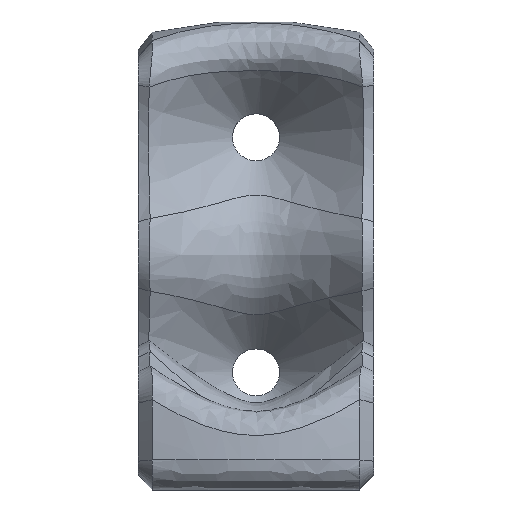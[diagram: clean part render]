
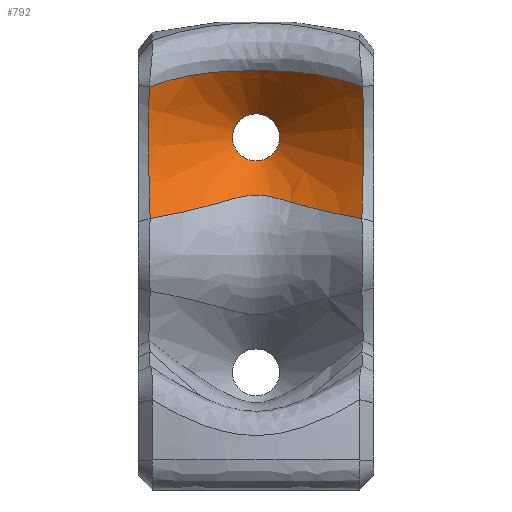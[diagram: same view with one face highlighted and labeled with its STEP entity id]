
A CAD part, front view. The second image highlights one B-rep face of the part: STEP entity #792.
In plain terms, the highlighted conical face has half-angle 45 degrees and reference radius 2 mm.
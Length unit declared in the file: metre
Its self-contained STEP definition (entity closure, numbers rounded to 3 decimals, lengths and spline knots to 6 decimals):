
#48=CONICAL_SURFACE('',#874,0.002,0.785);
#107=CIRCLE('',#875,0.002);
#170=ORIENTED_EDGE('',*,*,#418,.T.);
#171=ORIENTED_EDGE('',*,*,#419,.T.);
#172=ORIENTED_EDGE('',*,*,#420,.T.);
#173=ORIENTED_EDGE('',*,*,#421,.T.);
#174=ORIENTED_EDGE('',*,*,#422,.T.);
#418=EDGE_CURVE('',#542,#542,#107,.F.);
#419=EDGE_CURVE('',#543,#544,#593,.T.);
#420=EDGE_CURVE('',#544,#545,#594,.T.);
#421=EDGE_CURVE('',#545,#546,#595,.T.);
#422=EDGE_CURVE('',#546,#543,#596,.T.);
#542=VERTEX_POINT('',#1369);
#543=VERTEX_POINT('',#1385);
#544=VERTEX_POINT('',#1386);
#545=VERTEX_POINT('',#1400);
#546=VERTEX_POINT('',#1413);
#593=B_SPLINE_CURVE_WITH_KNOTS('',3,(#1370,#1371,#1372,#1373,#1374,#1375,
#1376,#1377,#1378,#1379,#1380,#1381,#1382,#1383,#1384),.UNSPECIFIED.,.F.,
 .F.,(4,1,1,1,1,1,1,1,1,1,1,1,4),(0.001346,0.004191,
0.007035,0.008457,0.009879,0.011302,
0.012724,0.014146,0.015568,0.01699,
0.018413,0.021257,0.024101),.UNSPECIFIED.);
#594=B_SPLINE_CURVE_WITH_KNOTS('',3,(#1387,#1388,#1389,#1390,#1391,#1392,
#1393,#1394,#1395,#1396,#1397,#1398,#1399),.UNSPECIFIED.,.F.,.F.,(4,1,1,
1,1,1,1,1,1,1,4),(0.,0.125,0.1875,0.25,0.375,0.5,0.625,0.75,0.8125,0.875,
1.),.UNSPECIFIED.);
#595=B_SPLINE_CURVE_WITH_KNOTS('',3,(#1401,#1402,#1403,#1404,#1405,#1406,
#1407,#1408,#1409,#1410,#1411,#1412),.UNSPECIFIED.,.F.,.F.,(4,1,1,1,1,1,
1,1,1,4),(0.001214,0.003802,0.006389,0.008977,
0.011564,0.012858,0.014152,0.016739,
0.019327,0.021914),.UNSPECIFIED.);
#596=B_SPLINE_CURVE_WITH_KNOTS('',3,(#1414,#1415,#1416,#1417,#1418,#1419,
#1420,#1421,#1422,#1423,#1424,#1425,#1426,#1427,#1428,#1429,#1430),
 .UNSPECIFIED.,.F.,.F.,(4,1,1,1,1,1,1,1,1,1,1,1,1,1,4),(0.,0.125,0.1875,
0.25,0.3125,0.375,0.4375,0.5,0.625,0.6875,0.75,0.78125,0.8125,0.875,1.),
 .UNSPECIFIED.);
#661=EDGE_LOOP('',(#170));
#662=EDGE_LOOP('',(#171,#172,#173,#174));
#728=FACE_BOUND('',#661,.T.);
#729=FACE_BOUND('',#662,.T.);
#792=ADVANCED_FACE('',(#728,#729),#48,.F.);
#874=AXIS2_PLACEMENT_3D('',#1367,#954,#955);
#875=AXIS2_PLACEMENT_3D('',#1368,#956,#957);
#954=DIRECTION('',(0.,-1.,0.));
#955=DIRECTION('',(1.,0.,0.));
#956=DIRECTION('',(0.,-1.,0.));
#957=DIRECTION('',(-1.,0.,0.));
#1367=CARTESIAN_POINT('',(0.,-0.0024,0.03));
#1368=CARTESIAN_POINT('',(0.,-0.0024,0.03));
#1369=CARTESIAN_POINT('',(-0.002,-0.0024,0.03));
#1370=CARTESIAN_POINT('',(-0.009007,-0.011748,0.023097));
#1371=CARTESIAN_POINT('',(-0.008306,-0.01112,0.023215));
#1372=CARTESIAN_POINT('',(-0.006902,-0.009875,0.023477));
#1373=CARTESIAN_POINT('',(-0.00513,-0.008359,0.023886));
#1374=CARTESIAN_POINT('',(-0.003685,-0.007193,0.024277));
#1375=CARTESIAN_POINT('',(-0.002572,-0.006365,0.024597));
#1376=CARTESIAN_POINT('',(-0.00142,-0.005624,0.024929));
#1377=CARTESIAN_POINT('',(-0.000015,-0.005155,0.02517));
#1378=CARTESIAN_POINT('',(0.001398,-0.005611,0.024936));
#1379=CARTESIAN_POINT('',(0.002556,-0.006354,0.024601));
#1380=CARTESIAN_POINT('',(0.003671,-0.007181,0.024281));
#1381=CARTESIAN_POINT('',(0.005119,-0.00835,0.023889));
#1382=CARTESIAN_POINT('',(0.006896,-0.00987,0.023478));
#1383=CARTESIAN_POINT('',(0.008305,-0.011118,0.023216));
#1384=CARTESIAN_POINT('',(0.009007,-0.011748,0.023097));
#1385=CARTESIAN_POINT('',(-0.009007,-0.011748,0.023097));
#1386=CARTESIAN_POINT('',(0.009007,-0.011748,0.023097));
#1387=CARTESIAN_POINT('',(0.009007,-0.011748,0.023097));
#1388=CARTESIAN_POINT('',(0.009018,-0.011486,0.023543));
#1389=CARTESIAN_POINT('',(0.009036,-0.011122,0.02421));
#1390=CARTESIAN_POINT('',(0.009058,-0.010727,0.025029));
#1391=CARTESIAN_POINT('',(0.009085,-0.010308,0.026001));
#1392=CARTESIAN_POINT('',(0.009116,-0.009908,0.02719));
#1393=CARTESIAN_POINT('',(0.009145,-0.009615,0.028581));
#1394=CARTESIAN_POINT('',(0.009156,-0.009515,0.030139));
#1395=CARTESIAN_POINT('',(0.009144,-0.00962,0.031364));
#1396=CARTESIAN_POINT('',(0.009125,-0.009828,0.032402));
#1397=CARTESIAN_POINT('',(0.009107,-0.010038,0.033196));
#1398=CARTESIAN_POINT('',(0.009089,-0.010262,0.033847));
#1399=CARTESIAN_POINT('',(0.009078,-0.010434,0.034274));
#1400=CARTESIAN_POINT('',(0.009078,-0.010434,0.034274));
#1401=CARTESIAN_POINT('',(0.009078,-0.010434,0.034274));
#1402=CARTESIAN_POINT('',(0.008415,-0.009943,0.03453));
#1403=CARTESIAN_POINT('',(0.007056,-0.008978,0.034972));
#1404=CARTESIAN_POINT('',(0.004882,-0.007616,0.035418));
#1405=CARTESIAN_POINT('',(0.002576,-0.006452,0.035629));
#1406=CARTESIAN_POINT('',(0.000437,-0.00595,0.035656));
#1407=CARTESIAN_POINT('',(-0.001313,-0.00615,0.035644));
#1408=CARTESIAN_POINT('',(-0.002958,-0.00665,0.035595));
#1409=CARTESIAN_POINT('',(-0.0049,-0.007625,0.035415));
#1410=CARTESIAN_POINT('',(-0.007045,-0.008972,0.034975));
#1411=CARTESIAN_POINT('',(-0.008414,-0.009942,0.034531));
#1412=CARTESIAN_POINT('',(-0.009078,-0.010434,0.034274));
#1413=CARTESIAN_POINT('',(-0.009078,-0.010434,0.034274));
#1414=CARTESIAN_POINT('',(-0.009078,-0.010434,0.034274));
#1415=CARTESIAN_POINT('',(-0.00909,-0.010254,0.033827));
#1416=CARTESIAN_POINT('',(-0.009107,-0.010026,0.033171));
#1417=CARTESIAN_POINT('',(-0.009127,-0.009802,0.032283));
#1418=CARTESIAN_POINT('',(-0.009139,-0.009679,0.031658));
#1419=CARTESIAN_POINT('',(-0.009148,-0.009577,0.030859));
#1420=CARTESIAN_POINT('',(-0.009151,-0.009542,0.030118));
#1421=CARTESIAN_POINT('',(-0.00915,-0.00956,0.02937));
#1422=CARTESIAN_POINT('',(-0.00914,-0.009667,0.028336));
#1423=CARTESIAN_POINT('',(-0.00912,-0.00986,0.027419));
#1424=CARTESIAN_POINT('',(-0.009097,-0.010153,0.026462));
#1425=CARTESIAN_POINT('',(-0.009082,-0.010371,0.025872));
#1426=CARTESIAN_POINT('',(-0.009068,-0.01058,0.025369));
#1427=CARTESIAN_POINT('',(-0.009056,-0.010765,0.024952));
#1428=CARTESIAN_POINT('',(-0.009035,-0.011125,0.0242));
#1429=CARTESIAN_POINT('',(-0.009018,-0.011485,0.023544));
#1430=CARTESIAN_POINT('',(-0.009007,-0.011748,0.023097));
